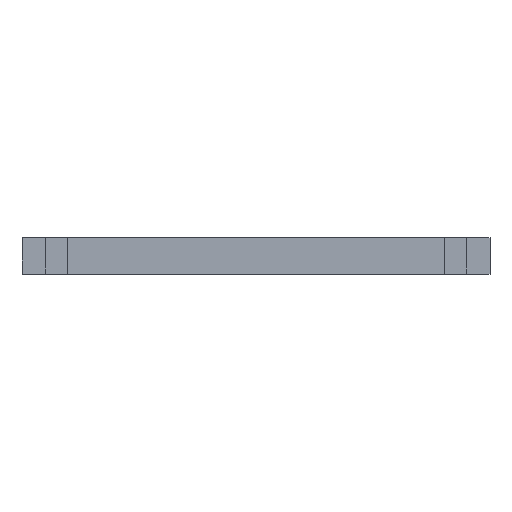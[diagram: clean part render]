
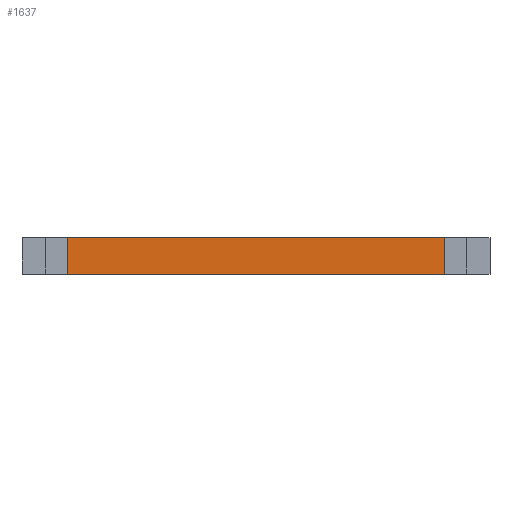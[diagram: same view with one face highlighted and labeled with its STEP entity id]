
A CAD part, top view. The second image highlights one B-rep face of the part: STEP entity #1637.
In plain terms, the highlighted face is planar.
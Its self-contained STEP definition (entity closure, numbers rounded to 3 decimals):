
#1374 = VERTEX_POINT('',#1375);
#1375 = CARTESIAN_POINT('',(25.8,2.5,0.));
#1381 = EDGE_CURVE('',#1382,#1374,#1384,.T.);
#1382 = VERTEX_POINT('',#1383);
#1383 = CARTESIAN_POINT('',(-25.8,2.5,0.));
#1384 = LINE('',#1385,#1386);
#1385 = CARTESIAN_POINT('',(-32.,2.5,0.));
#1386 = VECTOR('',#1387,1.);
#1387 = DIRECTION('',(1.,0.,0.));
#1637 = ADVANCED_FACE('',(#1638),#1663,.T.);
#1638 = FACE_BOUND('',#1639,.T.);
#1639 = EDGE_LOOP('',(#1640,#1648,#1649,#1657));
#1640 = ORIENTED_EDGE('',*,*,#1641,.T.);
#1641 = EDGE_CURVE('',#1642,#1382,#1644,.T.);
#1642 = VERTEX_POINT('',#1643);
#1643 = CARTESIAN_POINT('',(-25.8,-2.5,0.));
#1644 = LINE('',#1645,#1646);
#1645 = CARTESIAN_POINT('',(-25.8,-2.5,0.));
#1646 = VECTOR('',#1647,1.);
#1647 = DIRECTION('',(0.,1.,0.));
#1648 = ORIENTED_EDGE('',*,*,#1381,.T.);
#1649 = ORIENTED_EDGE('',*,*,#1650,.T.);
#1650 = EDGE_CURVE('',#1374,#1651,#1653,.T.);
#1651 = VERTEX_POINT('',#1652);
#1652 = CARTESIAN_POINT('',(25.8,-2.5,0.));
#1653 = LINE('',#1654,#1655);
#1654 = CARTESIAN_POINT('',(25.8,2.5,0.));
#1655 = VECTOR('',#1656,1.);
#1656 = DIRECTION('',(0.,-1.,0.));
#1657 = ORIENTED_EDGE('',*,*,#1658,.T.);
#1658 = EDGE_CURVE('',#1651,#1642,#1659,.T.);
#1659 = LINE('',#1660,#1661);
#1660 = CARTESIAN_POINT('',(32.,-2.5,0.));
#1661 = VECTOR('',#1662,1.);
#1662 = DIRECTION('',(-1.,0.,0.));
#1663 = PLANE('',#1664);
#1664 = AXIS2_PLACEMENT_3D('',#1665,#1666,#1667);
#1665 = CARTESIAN_POINT('',(0.,0.,0.));
#1666 = DIRECTION('',(-0.,-0.,-1.));
#1667 = DIRECTION('',(-1.,0.,0.));
